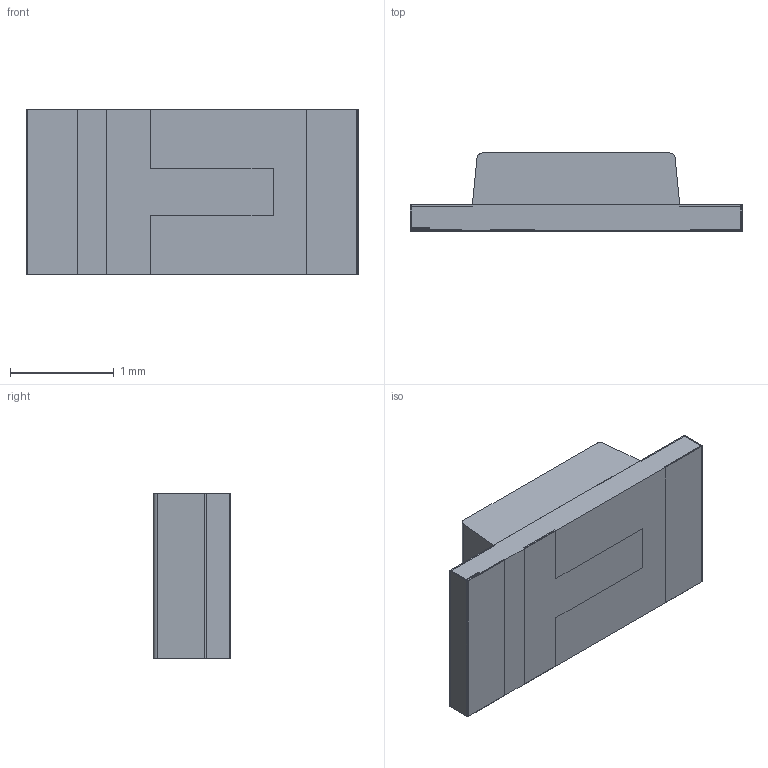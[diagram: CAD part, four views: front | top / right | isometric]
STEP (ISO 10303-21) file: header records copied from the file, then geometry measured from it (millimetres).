
FILE_DESCRIPTION (( 'STEP AP214' ), '1' );
FILE_NAME ('APT3216SYCK.STEP', '2024-05-15T03:22:06', ( '' ), ( '' ), 'SwSTEP 2.0', 'SolidWorks 2016', '' );
FILE_SCHEMA (( 'AUTOMOTIVE_DESIGN' ));
Length unit declared in the file: millimetre
Products named in the file (1): APT3216SYCK
Bounding box: 3.2 x 0.75 x 1.6 mm (x, y, z)
Surface area: 33.8 mm2 (no closed solid volume)
Topology: 0 solids, 297 shells, 343 faces, 1616 edges, 1578 vertices
Faces by surface type: plane 225, bspline 116, cylinder 2
Entity records: 21897 total; most frequent: CARTESIAN_POINT 10346, ORIENTED_EDGE 1730, DIRECTION 1702, EDGE_CURVE 1616, VERTEX_POINT 1578, LINE 1238, VECTOR 1238, B_SPLINE_CURVE_WITH_KNOTS 374
